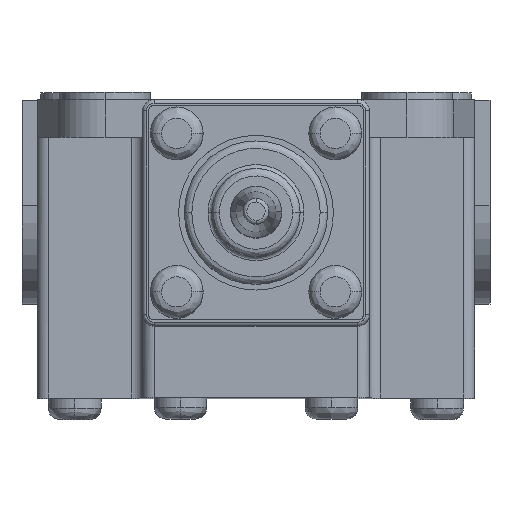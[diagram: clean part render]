
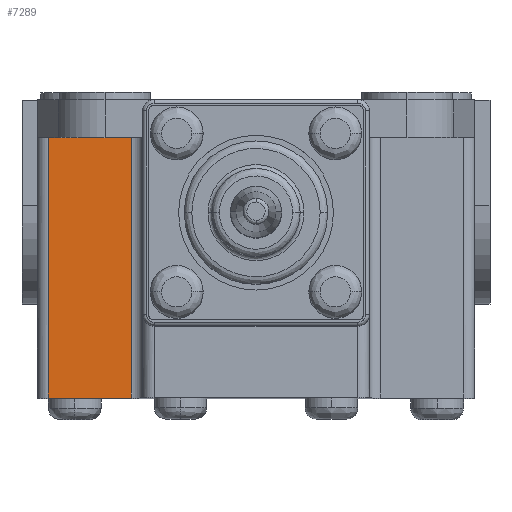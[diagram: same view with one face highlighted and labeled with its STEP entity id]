
A CAD part, top view. The second image highlights one B-rep face of the part: STEP entity #7289.
In plain terms, the highlighted planar face has unit normal (0, 0, 1).
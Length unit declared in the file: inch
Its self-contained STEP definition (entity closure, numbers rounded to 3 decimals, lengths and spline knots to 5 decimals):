
#289 = CARTESIAN_POINT ( 'NONE',  ( -0.64961, -0.91535, -0.23622 ) ) ;
#633 = LINE ( 'NONE', #8433, #4479 ) ;
#695 = CARTESIAN_POINT ( 'NONE',  ( -0.64961, -1.59449, -0.23622 ) ) ;
#1092 = VERTEX_POINT ( 'NONE', #7705 ) ;
#1195 = DIRECTION ( 'NONE',  ( 0., 1., 0. ) ) ;
#1487 = EDGE_CURVE ( 'NONE', #10221, #6669, #10488, .T. ) ;
#2286 = CARTESIAN_POINT ( 'NONE',  ( -0.86487, -0.23622, -0.23622 ) ) ;
#2588 = EDGE_CURVE ( 'NONE', #6669, #4050, #11394, .T. ) ;
#3028 = DIRECTION ( 'NONE',  ( 0., 0., -1. ) ) ;
#3079 = PLANE ( 'NONE',  #10042 ) ;
#3650 = EDGE_CURVE ( 'NONE', #4050, #1092, #633, .T. ) ;
#3780 = VECTOR ( 'NONE', #9164, 39.37008 ) ;
#3822 = ORIENTED_EDGE ( 'NONE', *, *, #3650, .F. ) ;
#3954 = EDGE_CURVE ( 'NONE', #1092, #10221, #7087, .T. ) ;
#4050 = VERTEX_POINT ( 'NONE', #695 ) ;
#4077 = ORIENTED_EDGE ( 'NONE', *, *, #1487, .F. ) ;
#4479 = VECTOR ( 'NONE', #8476, 39.37008 ) ;
#4686 = CARTESIAN_POINT ( 'NONE',  ( -1.08268, -0.91535, -0.23622 ) ) ;
#5553 = DIRECTION ( 'NONE',  ( 0., -1., 0. ) ) ;
#6240 = VECTOR ( 'NONE', #7572, 39.37008 ) ;
#6477 = CARTESIAN_POINT ( 'NONE',  ( -0.64961, -0.23622, -0.23622 ) ) ;
#6552 = CARTESIAN_POINT ( 'NONE',  ( -1.08268, -0.23622, -0.23622 ) ) ;
#6669 = VERTEX_POINT ( 'NONE', #6477 ) ;
#6932 = EDGE_LOOP ( 'NONE', ( #7278, #3822, #7617, #4077 ) ) ;
#7087 = LINE ( 'NONE', #9196, #3780 ) ;
#7278 = ORIENTED_EDGE ( 'NONE', *, *, #3954, .F. ) ;
#7289 = ADVANCED_FACE ( 'NONE', ( #8078 ), #3079, .F. ) ;
#7572 = DIRECTION ( 'NONE',  ( 1., 0., 0. ) ) ;
#7617 = ORIENTED_EDGE ( 'NONE', *, *, #2588, .F. ) ;
#7705 = CARTESIAN_POINT ( 'NONE',  ( -1.08268, -1.59449, -0.23622 ) ) ;
#8078 = FACE_OUTER_BOUND ( 'NONE', #6932, .T. ) ;
#8433 = CARTESIAN_POINT ( 'NONE',  ( 0., -1.59449, -0.23622 ) ) ;
#8476 = DIRECTION ( 'NONE',  ( -1., 0., 0. ) ) ;
#9081 = VECTOR ( 'NONE', #5553, 39.37008 ) ;
#9164 = DIRECTION ( 'NONE',  ( 0., 1., 0. ) ) ;
#9196 = CARTESIAN_POINT ( 'NONE',  ( -1.08268, -0.62992, -0.23622 ) ) ;
#10042 = AXIS2_PLACEMENT_3D ( 'NONE', #4686, #3028, #1195 ) ;
#10221 = VERTEX_POINT ( 'NONE', #6552 ) ;
#10488 = LINE ( 'NONE', #2286, #6240 ) ;
#11394 = LINE ( 'NONE', #289, #9081 ) ;
